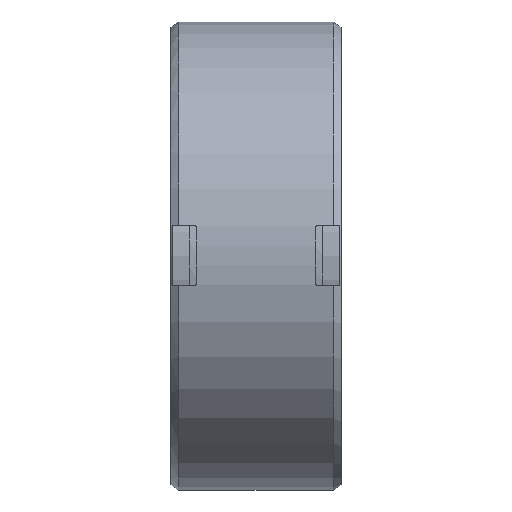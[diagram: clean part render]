
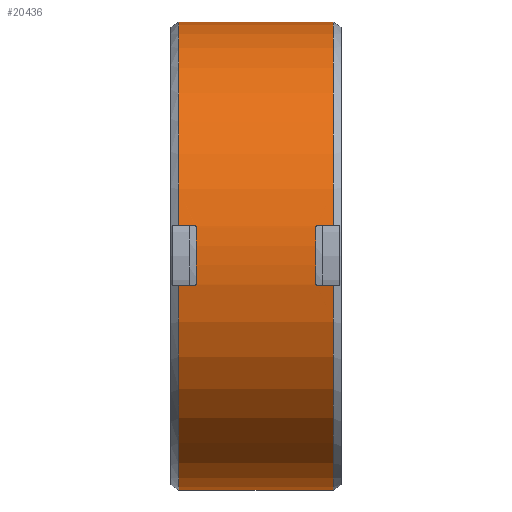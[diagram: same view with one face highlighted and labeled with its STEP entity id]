
A CAD part, top view. The second image highlights one B-rep face of the part: STEP entity #20436.
In plain terms, the highlighted cylindrical face has radius 55 mm (diameter 110 mm), a partial arc.
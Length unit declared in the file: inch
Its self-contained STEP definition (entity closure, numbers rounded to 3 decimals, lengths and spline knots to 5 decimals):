
#18979=CARTESIAN_POINT('',(0.55118,0.,0.));
#18980=DIRECTION('',(1.,0.,0.));
#18981=DIRECTION('',(0.,0.12,0.993));
#18982=AXIS2_PLACEMENT_3D('',#18979,#18980,#18981);
#19009=CARTESIAN_POINT('',(0.55118,0.25984,
2.14971));
#19010=CARTESIAN_POINT('',(0.55118,0.26204,
2.14944));
#19011=CARTESIAN_POINT('',(0.55205,0.26607,
2.14895));
#19012=CARTESIAN_POINT('',(0.55553,0.27133,
2.14829));
#19013=CARTESIAN_POINT('',(0.5608,0.27475,
2.14785));
#19014=CARTESIAN_POINT('',(0.56477,0.27559,
2.14775));
#19015=CARTESIAN_POINT('',(0.56693,0.27559,
2.14775));
#19017=CARTESIAN_POINT('',(0.56693,-0.27559,
2.14775));
#19018=CARTESIAN_POINT('',(0.56474,-0.27559,
2.14775));
#19019=CARTESIAN_POINT('',(0.56074,-0.27473,
2.14786));
#19020=CARTESIAN_POINT('',(0.55548,-0.27128,
2.1483));
#19021=CARTESIAN_POINT('',(0.55204,-0.26603,
2.14895));
#19022=CARTESIAN_POINT('',(0.55118,-0.26203,
2.14944));
#19023=CARTESIAN_POINT('',(0.55118,-0.25984,
2.14971));
#19025=DIRECTION('',(-1.,0.,0.));
#19026=VECTOR('',#19025,0.14961);
#19027=CARTESIAN_POINT('',(0.71654,-0.27559,
2.14775));
#19028=LINE('',#19027,#19026);
#19029=DIRECTION('',(-1.,0.,0.));
#19030=VECTOR('',#19029,0.14961);
#19031=CARTESIAN_POINT('',(-0.56693,-0.27559,
2.14775));
#19032=LINE('',#19031,#19030);
#19033=DIRECTION('',(1.,0.,0.));
#19034=VECTOR('',#19033,0.14961);
#19035=CARTESIAN_POINT('',(-0.71654,0.27559,
2.14775));
#19036=LINE('',#19035,#19034);
#19037=DIRECTION('',(1.,0.,0.));
#19038=VECTOR('',#19037,0.14961);
#19039=CARTESIAN_POINT('',(0.56693,0.27559,
2.14775));
#19040=LINE('',#19039,#19038);
#19060=CARTESIAN_POINT('',(0.71654,0.,0.));
#19061=DIRECTION('',(1.,0.,0.));
#19062=DIRECTION('',(0.,-0.127,0.992));
#19063=AXIS2_PLACEMENT_3D('',#19060,#19061,#19062);
#19175=DIRECTION('',(-1.,0.,0.));
#19176=VECTOR('',#19175,1.43307);
#19177=CARTESIAN_POINT('',(0.71654,-2.16535,0.));
#19178=LINE('',#19177,#19176);
#19203=DIRECTION('',(1.,0.,0.));
#19204=VECTOR('',#19203,1.43307);
#19205=CARTESIAN_POINT('',(-0.71654,2.16535,
0.));
#19206=LINE('',#19205,#19204);
#19250=CARTESIAN_POINT('',(-0.56693,-0.27559,
2.14775));
#19251=CARTESIAN_POINT('',(-0.56487,-0.27559,
2.14775));
#19252=CARTESIAN_POINT('',(-0.56076,-0.27477,
2.14785));
#19253=CARTESIAN_POINT('',(-0.55553,-0.27129,
2.14829));
#19254=CARTESIAN_POINT('',(-0.55202,-0.26606,
2.14895));
#19255=CARTESIAN_POINT('',(-0.55118,-0.26192,
2.14946));
#19256=CARTESIAN_POINT('',(-0.55118,-0.25984,
2.14971));
#19274=CARTESIAN_POINT('',(-0.55118,0.,0.));
#19275=DIRECTION('',(-1.,0.,0.));
#19276=DIRECTION('',(0.,-0.12,0.993));
#19277=AXIS2_PLACEMENT_3D('',#19274,#19275,#19276);
#19296=CARTESIAN_POINT('',(-0.55118,0.25984,
2.14971));
#19297=CARTESIAN_POINT('',(-0.55118,0.26192,
2.14946));
#19298=CARTESIAN_POINT('',(-0.55201,0.26606,
2.14895));
#19299=CARTESIAN_POINT('',(-0.55553,0.27129,
2.14829));
#19300=CARTESIAN_POINT('',(-0.56077,0.27478,
2.14785));
#19301=CARTESIAN_POINT('',(-0.56488,0.27559,
2.14775));
#19302=CARTESIAN_POINT('',(-0.56693,0.27559,
2.14775));
#19369=CARTESIAN_POINT('',(-0.71654,0.,0.));
#19370=DIRECTION('',(-1.,0.,0.));
#19371=DIRECTION('',(0.,0.127,0.992));
#19372=AXIS2_PLACEMENT_3D('',#19369,#19370,#19371);
#19385=CARTESIAN_POINT('',(-0.71654,0.,0.));
#19386=DIRECTION('',(-1.,0.,0.));
#19387=DIRECTION('',(0.,-1.,0.));
#19388=AXIS2_PLACEMENT_3D('',#19385,#19386,#19387);
#19576=CARTESIAN_POINT('',(0.71654,0.,0.));
#19577=DIRECTION('',(1.,0.,0.));
#19578=DIRECTION('',(0.,1.,0.));
#19579=AXIS2_PLACEMENT_3D('',#19576,#19577,#19578);
#19751=CARTESIAN_POINT('',(-0.56693,-0.27559,
2.14775));
#19752=VERTEX_POINT('',#19751);
#19755=CARTESIAN_POINT('',(-0.71654,-0.27559,
2.14775));
#19756=VERTEX_POINT('',#19755);
#19760=VERTEX_POINT('',#19256);
#19767=CARTESIAN_POINT('',(-0.71654,0.27559,
2.14775));
#19768=CARTESIAN_POINT('',(-0.56693,0.27559,
2.14775));
#19769=VERTEX_POINT('',#19767);
#19770=VERTEX_POINT('',#19768);
#19773=CARTESIAN_POINT('',(-0.55118,0.25984,
2.14971));
#19774=VERTEX_POINT('',#19773);
#19775=CARTESIAN_POINT('',(-0.71654,-2.16535,0.));
#19776=VERTEX_POINT('',#19775);
#19784=CARTESIAN_POINT('',(0.71654,-2.16535,0.));
#19785=VERTEX_POINT('',#19784);
#19786=VERTEX_POINT('',#19009);
#19787=VERTEX_POINT('',#19015);
#19791=CARTESIAN_POINT('',(-0.71654,2.16535,
0.));
#19792=VERTEX_POINT('',#19791);
#19793=CARTESIAN_POINT('',(0.71654,-0.27559,
2.14775));
#19794=VERTEX_POINT('',#19793);
#19795=CARTESIAN_POINT('',(0.71654,0.27559,
2.14775));
#19796=VERTEX_POINT('',#19795);
#19797=CARTESIAN_POINT('',(0.55118,-0.25984,
2.14971));
#19798=VERTEX_POINT('',#19797);
#19807=CARTESIAN_POINT('',(0.71654,2.16535,
0.));
#19808=VERTEX_POINT('',#19807);
#19809=CARTESIAN_POINT('',(0.56693,-0.27559,
2.14775));
#19810=VERTEX_POINT('',#19809);
#20402=CARTESIAN_POINT('',(-0.7874,0.,0.));
#20403=DIRECTION('',(1.,0.,0.));
#20404=DIRECTION('',(0.,-1.,0.));
#20405=AXIS2_PLACEMENT_3D('',#20402,#20403,#20404);
#20406=CYLINDRICAL_SURFACE('',#20405,2.16535);
#20407=ORIENTED_EDGE('',*,*,#20309,.F.);
#20408=ORIENTED_EDGE('',*,*,#20359,.T.);
#20409=ORIENTED_EDGE('',*,*,#20374,.F.);
#20410=ORIENTED_EDGE('',*,*,#20385,.F.);
#20412=ORIENTED_EDGE('',*,*,#20411,.T.);
#20414=ORIENTED_EDGE('',*,*,#20413,.T.);
#20416=ORIENTED_EDGE('',*,*,#20415,.T.);
#20418=ORIENTED_EDGE('',*,*,#20417,.F.);
#20420=ORIENTED_EDGE('',*,*,#20419,.T.);
#20422=ORIENTED_EDGE('',*,*,#20421,.T.);
#20424=ORIENTED_EDGE('',*,*,#20423,.T.);
#20426=ORIENTED_EDGE('',*,*,#20425,.F.);
#20428=ORIENTED_EDGE('',*,*,#20427,.T.);
#20430=ORIENTED_EDGE('',*,*,#20429,.T.);
#20432=ORIENTED_EDGE('',*,*,#20431,.T.);
#20433=ORIENTED_EDGE('',*,*,#20286,.F.);
#20434=EDGE_LOOP('',(#20407,#20408,#20409,#20410,#20412,#20414,#20416,#20418,
#20420,#20422,#20424,#20426,#20428,#20430,#20432,#20433));
#20435=FACE_OUTER_BOUND('',#20434,.F.);
#18983=CIRCLE('',#18982,2.16535);
#19016=B_SPLINE_CURVE_WITH_KNOTS('',3,(#19009,#19010,#19011,#19012,#19013,
#19014,#19015),.UNSPECIFIED.,.F.,.F.,(4,1,1,1,4),(0.,0.25,0.5,0.75,
1.),.UNSPECIFIED.);
#19024=B_SPLINE_CURVE_WITH_KNOTS('',3,(#19017,#19018,#19019,#19020,#19021,
#19022,#19023),.UNSPECIFIED.,.F.,.F.,(4,1,1,1,4),(0.,0.25,0.5,0.75,
1.),.UNSPECIFIED.);
#19064=CIRCLE('',#19063,2.16535);
#19257=B_SPLINE_CURVE_WITH_KNOTS('',3,(#19250,#19251,#19252,#19253,#19254,
#19255,#19256),.UNSPECIFIED.,.F.,.F.,(4,1,1,1,4),(0.,0.25,0.5,0.75,
1.),.UNSPECIFIED.);
#19278=CIRCLE('',#19277,2.16535);
#19303=B_SPLINE_CURVE_WITH_KNOTS('',3,(#19296,#19297,#19298,#19299,#19300,
#19301,#19302),.UNSPECIFIED.,.F.,.F.,(4,1,1,1,4),(0.,0.25,0.5,0.75,
1.),.UNSPECIFIED.);
#19373=CIRCLE('',#19372,2.16535);
#19389=CIRCLE('',#19388,2.16535);
#19580=CIRCLE('',#19579,2.16535);
#20286=EDGE_CURVE('',#19787,#19796,#19040,.T.);
#20309=EDGE_CURVE('',#19786,#19787,#19016,.T.);
#20359=EDGE_CURVE('',#19786,#19798,#18983,.T.);
#20374=EDGE_CURVE('',#19810,#19798,#19024,.T.);
#20385=EDGE_CURVE('',#19794,#19810,#19028,.T.);
#20411=EDGE_CURVE('',#19794,#19785,#19064,.T.);
#20413=EDGE_CURVE('',#19785,#19776,#19178,.T.);
#20415=EDGE_CURVE('',#19776,#19756,#19389,.T.);
#20417=EDGE_CURVE('',#19752,#19756,#19032,.T.);
#20419=EDGE_CURVE('',#19752,#19760,#19257,.T.);
#20421=EDGE_CURVE('',#19760,#19774,#19278,.T.);
#20423=EDGE_CURVE('',#19774,#19770,#19303,.T.);
#20425=EDGE_CURVE('',#19769,#19770,#19036,.T.);
#20427=EDGE_CURVE('',#19769,#19792,#19373,.T.);
#20429=EDGE_CURVE('',#19792,#19808,#19206,.T.);
#20431=EDGE_CURVE('',#19808,#19796,#19580,.T.);
#20436=ADVANCED_FACE('',(#20435),#20406,.T.);
